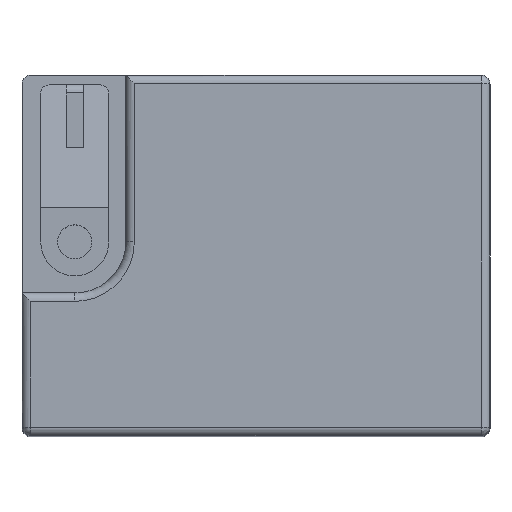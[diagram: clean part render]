
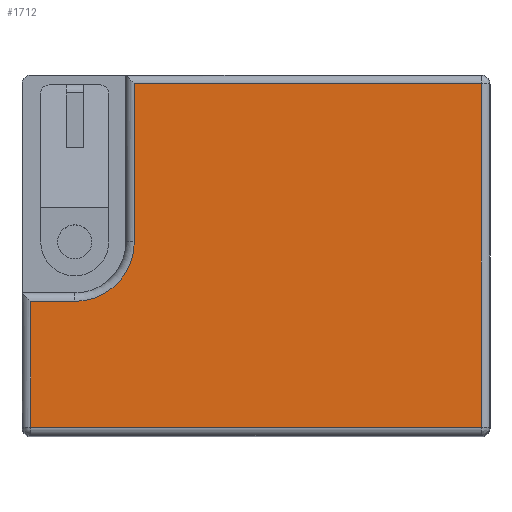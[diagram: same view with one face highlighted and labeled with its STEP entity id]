
A CAD part, top view. The second image highlights one B-rep face of the part: STEP entity #1712.
In plain terms, the highlighted planar face has unit normal (0, 0, 1).
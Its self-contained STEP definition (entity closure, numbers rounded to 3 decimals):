
#122 = EDGE_LOOP ( 'NONE', ( #12403, #12389, #12312, #12082, #12401, #12310, #12317 ) ) ;
#477 = CARTESIAN_POINT ( 'NONE',  ( 0., -2.7, 35.6 ) ) ;
#479 = DIRECTION ( 'NONE',  ( -1., 0., 0. ) ) ;
#532 = CARTESIAN_POINT ( 'NONE',  ( -10.65, 0.8, 35.6 ) ) ;
#533 = DIRECTION ( 'NONE',  ( 0., 0., -1. ) ) ;
#534 = DIRECTION ( 'NONE',  ( 1., 0., 0. ) ) ;
#535 = CARTESIAN_POINT ( 'NONE',  ( -13.25, -6.126, 35.6 ) ) ;
#536 = DIRECTION ( 'NONE',  ( 0., -1., 0. ) ) ;
#561 = CARTESIAN_POINT ( 'NONE',  ( -7.15, 0., 35.6 ) ) ;
#562 = DIRECTION ( 'NONE',  ( 0., -1., 0. ) ) ;
#713 = CARTESIAN_POINT ( 'NONE',  ( 13.25, 0., 35.6 ) ) ;
#723 = DIRECTION ( 'NONE',  ( 0., 1., 0. ) ) ;
#730 = CARTESIAN_POINT ( 'NONE',  ( 2.737, 10.1, 35.6 ) ) ;
#731 = DIRECTION ( 'NONE',  ( -1., 0., 0. ) ) ;
#739 = CARTESIAN_POINT ( 'NONE',  ( 0., -10.1, 35.6 ) ) ;
#740 = DIRECTION ( 'NONE',  ( 1., 0., 0. ) ) ;
#1394 = AXIS2_PLACEMENT_3D ( 'NONE', #7190, #7144, #7165 ) ;
#1712 = ADVANCED_FACE ( 'NONE', ( #11554 ), #7871, .T. ) ;
#4372 = AXIS2_PLACEMENT_3D ( 'NONE', #532, #533, #534 ) ;
#6645 = VECTOR ( 'NONE', #536, 1000. ) ;
#6687 = VECTOR ( 'NONE', #479, 1000. ) ;
#6693 = LINE ( 'NONE', #477, #6687 ) ;
#6812 = VECTOR ( 'NONE', #562, 1000. ) ;
#6816 = LINE ( 'NONE', #561, #6812 ) ;
#7144 = DIRECTION ( 'NONE',  ( 0., 0., 1. ) ) ;
#7165 = DIRECTION ( 'NONE',  ( 1., 0., 0. ) ) ;
#7190 = CARTESIAN_POINT ( 'NONE',  ( -13.25, -10.1, 35.6 ) ) ;
#7531 = LINE ( 'NONE', #535, #6645 ) ;
#7534 = CIRCLE ( 'NONE', #4372, 3.5 ) ;
#7871 = PLANE ( 'NONE',  #1394 ) ;
#10223 = VERTEX_POINT ( 'NONE', #13136 ) ;
#10246 = VERTEX_POINT ( 'NONE', #12872 ) ;
#10249 = VERTEX_POINT ( 'NONE', #12889 ) ;
#10258 = VERTEX_POINT ( 'NONE', #13091 ) ;
#10267 = VERTEX_POINT ( 'NONE', #12921 ) ;
#10271 = VERTEX_POINT ( 'NONE', #12786 ) ;
#10272 = VERTEX_POINT ( 'NONE', #12784 ) ;
#11264 = EDGE_CURVE ( 'NONE', #10223, #10246, #6693, .T. ) ;
#11290 = EDGE_CURVE ( 'NONE', #10271, #10223, #7534, .T. ) ;
#11293 = EDGE_CURVE ( 'NONE', #10246, #10249, #7531, .T. ) ;
#11301 = EDGE_CURVE ( 'NONE', #10258, #10271, #6816, .T. ) ;
#11350 = EDGE_CURVE ( 'NONE', #10267, #10272, #13779, .T. ) ;
#11353 = EDGE_CURVE ( 'NONE', #10272, #10258, #13575, .T. ) ;
#11358 = EDGE_CURVE ( 'NONE', #10249, #10267, #13604, .T. ) ;
#11554 = FACE_OUTER_BOUND ( 'NONE', #122, .T. ) ;
#12082 = ORIENTED_EDGE ( 'NONE', *, *, #11353, .T. ) ;
#12310 = ORIENTED_EDGE ( 'NONE', *, *, #11290, .T. ) ;
#12312 = ORIENTED_EDGE ( 'NONE', *, *, #11350, .T. ) ;
#12317 = ORIENTED_EDGE ( 'NONE', *, *, #11264, .T. ) ;
#12389 = ORIENTED_EDGE ( 'NONE', *, *, #11358, .T. ) ;
#12401 = ORIENTED_EDGE ( 'NONE', *, *, #11301, .T. ) ;
#12403 = ORIENTED_EDGE ( 'NONE', *, *, #11293, .T. ) ;
#12784 = CARTESIAN_POINT ( 'NONE',  ( 13.25, 10.1, 35.6 ) ) ;
#12786 = CARTESIAN_POINT ( 'NONE',  ( -7.15, 0.8, 35.6 ) ) ;
#12872 = CARTESIAN_POINT ( 'NONE',  ( -13.25, -2.7, 35.6 ) ) ;
#12889 = CARTESIAN_POINT ( 'NONE',  ( -13.25, -10.1, 35.6 ) ) ;
#12921 = CARTESIAN_POINT ( 'NONE',  ( 13.25, -10.1, 35.6 ) ) ;
#13091 = CARTESIAN_POINT ( 'NONE',  ( -7.15, 10.1, 35.6 ) ) ;
#13136 = CARTESIAN_POINT ( 'NONE',  ( -10.65, -2.7, 35.6 ) ) ;
#13575 = LINE ( 'NONE', #730, #13701 ) ;
#13603 = VECTOR ( 'NONE', #740, 1000. ) ;
#13604 = LINE ( 'NONE', #739, #13603 ) ;
#13701 = VECTOR ( 'NONE', #731, 1000. ) ;
#13754 = VECTOR ( 'NONE', #723, 1000. ) ;
#13779 = LINE ( 'NONE', #713, #13754 ) ;
